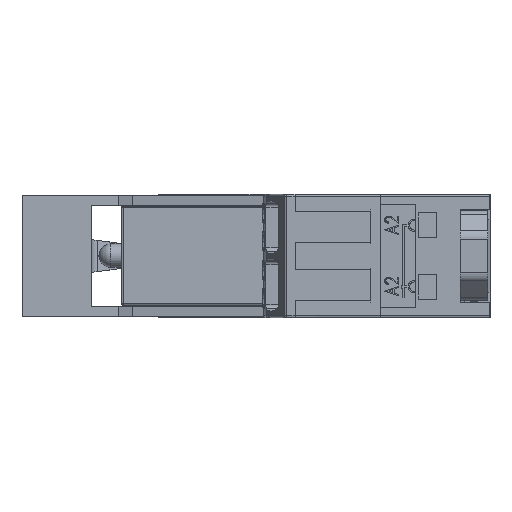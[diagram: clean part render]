
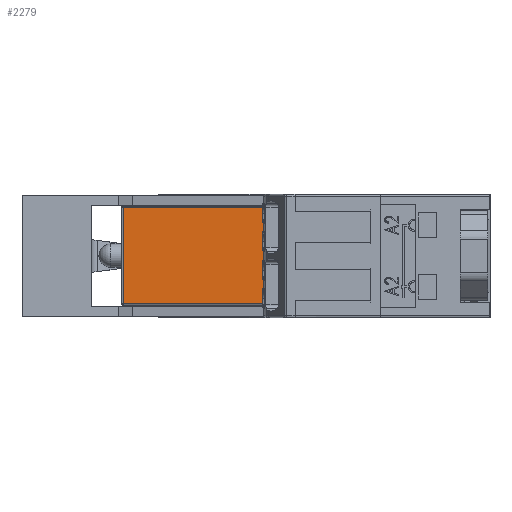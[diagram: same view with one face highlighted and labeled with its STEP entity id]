
A CAD part, left-side view. The second image highlights one B-rep face of the part: STEP entity #2279.
In plain terms, the highlighted planar face has unit normal (-1, 0, 0).
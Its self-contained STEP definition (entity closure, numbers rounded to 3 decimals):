
#322=FACE_BOUND('',#4505,.T.);
#323=FACE_BOUND('',#4506,.T.);
#840=PLANE('',#22987);
#2279=ADVANCED_FACE('',(#322,#323),#840,.T.);
#4505=EDGE_LOOP('',(#14648,#14649,#14650,#14651));
#4506=EDGE_LOOP('',(#14652,#14653,#14654,#14655));
#7094=LINE('',#39381,#9431);
#7097=LINE('',#39388,#9434);
#7102=LINE('',#39408,#9439);
#7107=LINE('',#39419,#9444);
#7112=LINE('',#39430,#9449);
#7113=LINE('',#39431,#9450);
#7114=LINE('',#39434,#9451);
#7115=LINE('',#39435,#9452);
#9431=VECTOR('',#28232,1.);
#9434=VECTOR('',#28239,1.);
#9439=VECTOR('',#28262,1.);
#9444=VECTOR('',#28275,1.);
#9449=VECTOR('',#28288,1.);
#9450=VECTOR('',#28289,1.);
#9451=VECTOR('',#28290,1.);
#9452=VECTOR('',#28291,1.);
#14648=ORIENTED_EDGE('',*,*,#20851,.T.);
#14649=ORIENTED_EDGE('',*,*,#20865,.T.);
#14650=ORIENTED_EDGE('',*,*,#20876,.T.);
#14651=ORIENTED_EDGE('',*,*,#20855,.T.);
#14652=ORIENTED_EDGE('',*,*,#20877,.T.);
#14653=ORIENTED_EDGE('',*,*,#20878,.T.);
#14654=ORIENTED_EDGE('',*,*,#20871,.T.);
#14655=ORIENTED_EDGE('',*,*,#20879,.T.);
#17470=VERTEX_POINT('',#39371);
#17473=VERTEX_POINT('',#39380);
#17474=VERTEX_POINT('',#39385);
#17481=VERTEX_POINT('',#39407);
#17483=VERTEX_POINT('',#39418);
#17484=VERTEX_POINT('',#39420);
#17486=VERTEX_POINT('',#39432);
#17487=VERTEX_POINT('',#39433);
#20851=EDGE_CURVE('',#17470,#17473,#7094,.T.);
#20855=EDGE_CURVE('',#17474,#17470,#7097,.T.);
#20865=EDGE_CURVE('',#17473,#17481,#7102,.T.);
#20871=EDGE_CURVE('',#17484,#17483,#7107,.T.);
#20876=EDGE_CURVE('',#17481,#17474,#7112,.T.);
#20877=EDGE_CURVE('',#17486,#17487,#7113,.T.);
#20878=EDGE_CURVE('',#17487,#17484,#7114,.T.);
#20879=EDGE_CURVE('',#17483,#17486,#7115,.T.);
#22987=AXIS2_PLACEMENT_3D('',#39436,#28292,#28293);
#28232=DIRECTION('',(0.,0.,-1.));
#28239=DIRECTION('',(0.,1.,0.));
#28262=DIRECTION('',(0.,-1.,0.));
#28275=DIRECTION('',(0.,1.,0.));
#28288=DIRECTION('',(0.,0.,1.));
#28289=DIRECTION('',(0.,-1.,0.));
#28290=DIRECTION('',(0.,0.,-1.));
#28291=DIRECTION('',(0.,0.,1.));
#28292=DIRECTION('',(-1.,0.,0.));
#28293=DIRECTION('',(0.,0.,-1.));
#39371=CARTESIAN_POINT('',(15.7,18.,6.2));
#39380=CARTESIAN_POINT('',(15.7,18.,-6.1));
#39381=CARTESIAN_POINT('',(15.7,18.,-6.3));
#39385=CARTESIAN_POINT('',(15.7,-5.,6.2));
#39388=CARTESIAN_POINT('',(15.7,18.2,6.2));
#39407=CARTESIAN_POINT('',(15.7,-5.,-6.1));
#39408=CARTESIAN_POINT('',(15.7,18.2,-6.1));
#39418=CARTESIAN_POINT('',(15.7,-2.,-1.2));
#39419=CARTESIAN_POINT('',(15.7,-4.,-1.2));
#39420=CARTESIAN_POINT('',(15.7,-4.,-1.2));
#39430=CARTESIAN_POINT('',(15.7,-5.,6.4));
#39431=CARTESIAN_POINT('',(15.7,-2.,1.3));
#39432=CARTESIAN_POINT('',(15.7,-2.,1.3));
#39433=CARTESIAN_POINT('',(15.7,-4.,1.3));
#39434=CARTESIAN_POINT('',(15.7,-4.,1.3));
#39435=CARTESIAN_POINT('',(15.7,-2.,-1.2));
#39436=CARTESIAN_POINT('',(15.7,18.2,6.4));
